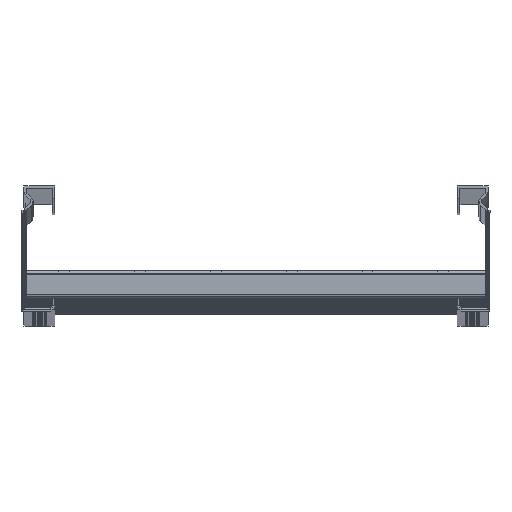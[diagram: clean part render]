
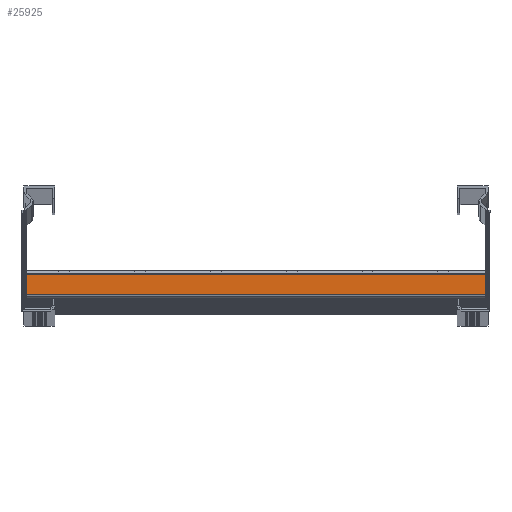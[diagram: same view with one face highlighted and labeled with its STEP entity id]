
A CAD part, top view. The second image highlights one B-rep face of the part: STEP entity #25925.
In plain terms, the highlighted face is planar.
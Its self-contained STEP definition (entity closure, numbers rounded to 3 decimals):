
#1509 = CARTESIAN_POINT ( 'NONE',  ( 18., 18., 148.5 ) ) ;
#1961 = CARTESIAN_POINT ( 'NONE',  ( 18., 18., -148.5 ) ) ;
#2159 = DIRECTION ( 'NONE',  ( 0., -1., 0. ) ) ;
#3669 = VERTEX_POINT ( 'NONE', #35124 ) ;
#3928 = ORIENTED_EDGE ( 'NONE', *, *, #7952, .T. ) ;
#4739 = CARTESIAN_POINT ( 'NONE',  ( 18., 18., 148.5 ) ) ;
#5233 = LINE ( 'NONE', #18276, #32813 ) ;
#5792 = VERTEX_POINT ( 'NONE', #24672 ) ;
#6809 = FACE_OUTER_BOUND ( 'NONE', #27884, .T. ) ;
#7952 = EDGE_CURVE ( 'NONE', #5792, #19217, #22627, .T. ) ;
#8570 = VECTOR ( 'NONE', #25320, 1000. ) ;
#9489 = DIRECTION ( 'NONE',  ( 0., -1., 0. ) ) ;
#9756 = AXIS2_PLACEMENT_3D ( 'NONE', #1509, #28385, #12124 ) ;
#12124 = DIRECTION ( 'NONE',  ( 0., 0., -1. ) ) ;
#12406 = VERTEX_POINT ( 'NONE', #15364 ) ;
#15364 = CARTESIAN_POINT ( 'NONE',  ( 18., 15.5, -148.5 ) ) ;
#15507 = ORIENTED_EDGE ( 'NONE', *, *, #24463, .F. ) ;
#17800 = ORIENTED_EDGE ( 'NONE', *, *, #32503, .T. ) ;
#18276 = CARTESIAN_POINT ( 'NONE',  ( 18., 2.5, 148.5 ) ) ;
#19101 = VECTOR ( 'NONE', #9489, 1000. ) ;
#19217 = VERTEX_POINT ( 'NONE', #23442 ) ;
#19498 = LINE ( 'NONE', #1961, #19101 ) ;
#22218 = VECTOR ( 'NONE', #2159, 1000. ) ;
#22627 = LINE ( 'NONE', #4739, #22218 ) ;
#23442 = CARTESIAN_POINT ( 'NONE',  ( 18., 2.5, 148.5 ) ) ;
#24034 = ORIENTED_EDGE ( 'NONE', *, *, #33747, .F. ) ;
#24463 = EDGE_CURVE ( 'NONE', #5792, #12406, #25969, .T. ) ;
#24672 = CARTESIAN_POINT ( 'NONE',  ( 18., 15.5, 148.5 ) ) ;
#25320 = DIRECTION ( 'NONE',  ( 0., 0., -1. ) ) ;
#25925 = ADVANCED_FACE ( 'NONE', ( #6809 ), #28740, .T. ) ;
#25969 = LINE ( 'NONE', #33381, #8570 ) ;
#26415 = DIRECTION ( 'NONE',  ( 0., 0., -1. ) ) ;
#27884 = EDGE_LOOP ( 'NONE', ( #24034, #15507, #3928, #17800 ) ) ;
#28385 = DIRECTION ( 'NONE',  ( 1., 0., 0. ) ) ;
#28740 = PLANE ( 'NONE',  #9756 ) ;
#32503 = EDGE_CURVE ( 'NONE', #19217, #3669, #5233, .T. ) ;
#32813 = VECTOR ( 'NONE', #26415, 1000. ) ;
#33381 = CARTESIAN_POINT ( 'NONE',  ( 18., 15.5, 148.5 ) ) ;
#33747 = EDGE_CURVE ( 'NONE', #12406, #3669, #19498, .T. ) ;
#35124 = CARTESIAN_POINT ( 'NONE',  ( 18., 2.5, -148.5 ) ) ;
